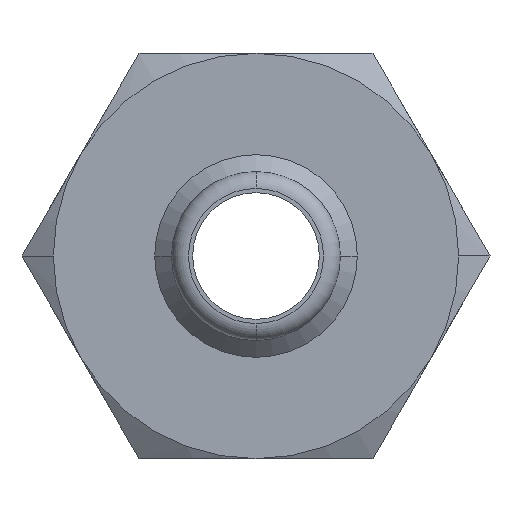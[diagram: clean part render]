
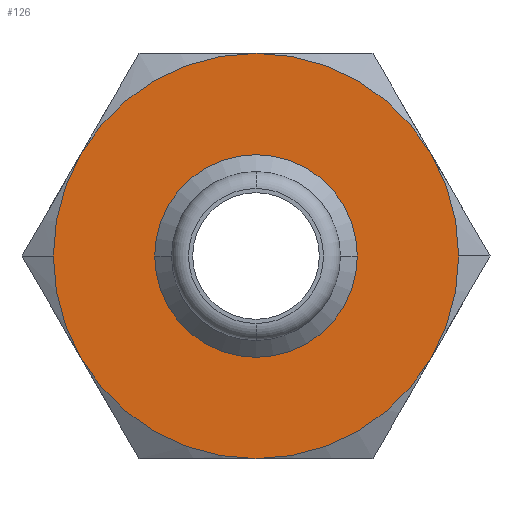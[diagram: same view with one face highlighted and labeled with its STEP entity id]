
A CAD part, front view. The second image highlights one B-rep face of the part: STEP entity #126.
In plain terms, the highlighted planar face has unit normal (0, -1, 0).
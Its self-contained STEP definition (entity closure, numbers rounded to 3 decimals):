
#126=ADVANCED_FACE('',(#269,#270),#271,.T.);
#269=FACE_OUTER_BOUND('',#424,.T.);
#270=FACE_BOUND('',#425,.T.);
#271=PLANE('',#426);
#424=EDGE_LOOP('',(#715,#716,#717,#718,#719,#720,#721,#722));
#425=EDGE_LOOP('',(#723,#724));
#426=AXIS2_PLACEMENT_3D('',#725,#726,#727);
#715=ORIENTED_EDGE('',*,*,#889,.F.);
#716=ORIENTED_EDGE('',*,*,#997,.F.);
#717=ORIENTED_EDGE('',*,*,#940,.F.);
#718=ORIENTED_EDGE('',*,*,#998,.F.);
#719=ORIENTED_EDGE('',*,*,#999,.F.);
#720=ORIENTED_EDGE('',*,*,#956,.F.);
#721=ORIENTED_EDGE('',*,*,#1000,.F.);
#722=ORIENTED_EDGE('',*,*,#989,.F.);
#723=ORIENTED_EDGE('',*,*,#1001,.F.);
#724=ORIENTED_EDGE('',*,*,#1002,.F.);
#725=CARTESIAN_POINT('',(6.0,20.0,0.0));
#726=DIRECTION('',(-0.0,-1.0,-0.0));
#727=DIRECTION('',(-1.0,0.0,0.0));
#889=EDGE_CURVE('',#1041,#1038,#1043,.T.);
#940=EDGE_CURVE('',#1127,#1129,#1130,.T.);
#956=EDGE_CURVE('',#1067,#1150,#1152,.T.);
#989=EDGE_CURVE('',#1038,#1093,#1196,.T.);
#997=EDGE_CURVE('',#1129,#1041,#1204,.T.);
#998=EDGE_CURVE('',#1205,#1127,#1206,.T.);
#999=EDGE_CURVE('',#1150,#1205,#1207,.T.);
#1000=EDGE_CURVE('',#1093,#1067,#1208,.T.);
#1001=EDGE_CURVE('',#1209,#1210,#1211,.T.);
#1002=EDGE_CURVE('',#1210,#1209,#1212,.T.);
#1038=VERTEX_POINT('',#1248);
#1041=VERTEX_POINT('',#1252);
#1043=CIRCLE('',#1265,12.0);
#1067=VERTEX_POINT('',#1289);
#1093=VERTEX_POINT('',#1363);
#1127=VERTEX_POINT('',#1468);
#1129=VERTEX_POINT('',#1481);
#1130=CIRCLE('',#1482,12.0);
#1150=VERTEX_POINT('',#1529);
#1152=CIRCLE('',#1542,12.0);
#1196=CIRCLE('',#1647,12.0);
#1204=CIRCLE('',#1679,12.0);
#1205=VERTEX_POINT('',#1680);
#1206=CIRCLE('',#1681,12.0);
#1207=CIRCLE('',#1682,12.0);
#1208=CIRCLE('',#1683,12.0);
#1209=VERTEX_POINT('',#1684);
#1210=VERTEX_POINT('',#1685);
#1211=CIRCLE('',#1686,6.0);
#1212=CIRCLE('',#1687,6.0);
#1248=CARTESIAN_POINT('',(12.0,20.0,0.));
#1252=CARTESIAN_POINT('',(10.392,20.0,6.0));
#1265=AXIS2_PLACEMENT_3D('',#1752,#1753,#1754);
#1289=CARTESIAN_POINT('',(0.0,20.0,-12.0));
#1363=CARTESIAN_POINT('',(10.392,20.0,-6.0));
#1468=CARTESIAN_POINT('',(-10.392,20.0,6.0));
#1481=CARTESIAN_POINT('',(0.,20.0,12.0));
#1482=AXIS2_PLACEMENT_3D('',#1824,#1825,#1826);
#1529=CARTESIAN_POINT('',(-10.392,20.0,-6.0));
#1542=AXIS2_PLACEMENT_3D('',#1841,#1842,#1843);
#1647=AXIS2_PLACEMENT_3D('',#1883,#1884,#1885);
#1679=AXIS2_PLACEMENT_3D('',#1888,#1889,#1890);
#1680=CARTESIAN_POINT('',(-12.0,20.0,0.));
#1681=AXIS2_PLACEMENT_3D('',#1891,#1892,#1893);
#1682=AXIS2_PLACEMENT_3D('',#1894,#1895,#1896);
#1683=AXIS2_PLACEMENT_3D('',#1897,#1898,#1899);
#1684=CARTESIAN_POINT('',(-6.0,20.0,0.));
#1685=CARTESIAN_POINT('',(6.0,20.0,0.));
#1686=AXIS2_PLACEMENT_3D('',#1900,#1901,#1902);
#1687=AXIS2_PLACEMENT_3D('',#1903,#1904,#1905);
#1752=CARTESIAN_POINT('',(0.0,20.0,0.0));
#1753=DIRECTION('',(-0.0,1.0,0.0));
#1754=DIRECTION('',(1.0,0.0,0.0));
#1824=CARTESIAN_POINT('',(0.0,20.0,0.0));
#1825=DIRECTION('',(-0.0,1.0,0.0));
#1826=DIRECTION('',(1.0,0.0,0.0));
#1841=CARTESIAN_POINT('',(0.0,20.0,0.0));
#1842=DIRECTION('',(-0.0,1.0,0.0));
#1843=DIRECTION('',(1.0,0.0,0.0));
#1883=CARTESIAN_POINT('',(0.0,20.0,0.0));
#1884=DIRECTION('',(-0.0,1.0,0.0));
#1885=DIRECTION('',(1.0,0.0,0.0));
#1888=CARTESIAN_POINT('',(0.0,20.0,0.0));
#1889=DIRECTION('',(-0.0,1.0,0.0));
#1890=DIRECTION('',(1.0,0.0,0.0));
#1891=CARTESIAN_POINT('',(0.0,20.0,0.0));
#1892=DIRECTION('',(-0.0,1.0,0.0));
#1893=DIRECTION('',(1.0,0.0,0.0));
#1894=CARTESIAN_POINT('',(0.0,20.0,0.0));
#1895=DIRECTION('',(-0.0,1.0,0.0));
#1896=DIRECTION('',(1.0,0.0,0.0));
#1897=CARTESIAN_POINT('',(0.0,20.0,0.0));
#1898=DIRECTION('',(-0.0,1.0,0.0));
#1899=DIRECTION('',(1.0,0.0,0.0));
#1900=CARTESIAN_POINT('',(0.0,20.0,0.0));
#1901=DIRECTION('',(0.0,-1.0,0.0));
#1902=DIRECTION('',(1.0,0.0,0.0));
#1903=CARTESIAN_POINT('',(0.0,20.0,0.0));
#1904=DIRECTION('',(0.0,-1.0,0.0));
#1905=DIRECTION('',(1.0,0.0,0.0));
